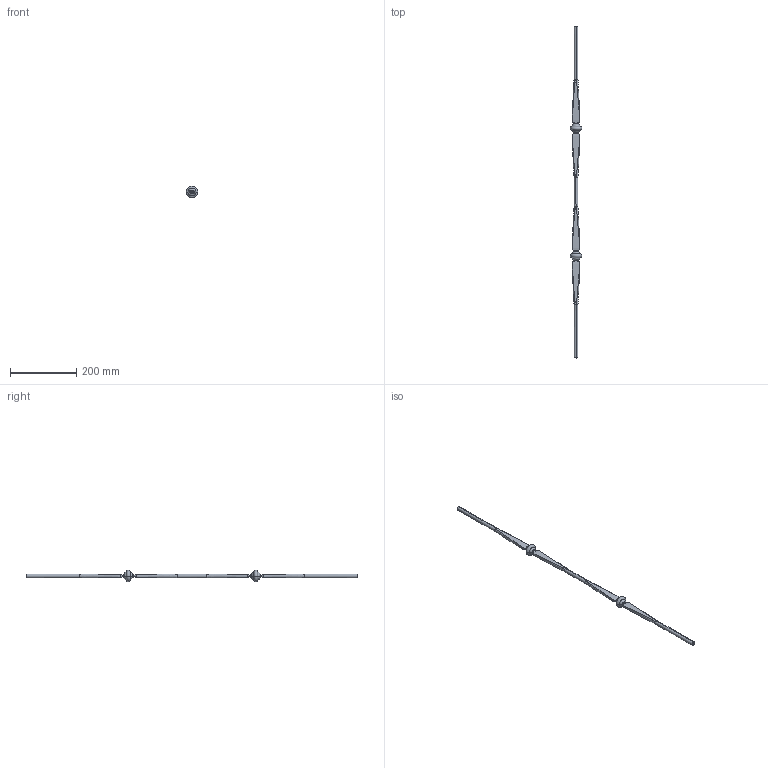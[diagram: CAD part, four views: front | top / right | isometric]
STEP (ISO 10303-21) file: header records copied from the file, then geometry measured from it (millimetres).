
FILE_DESCRIPTION (( 'STEP AP203' ), '1' );
FILE_NAME ('56109-240.step', '2015-09-17T15:36:51', ( '' ), ( '' ), 'SwSTEP 2.0', 'SolidWorks 2015', '' );
FILE_SCHEMA (( 'CONFIG_CONTROL_DESIGN' ));
Length unit declared in the file: millimetre
Products named in the file (1): 56109-240
Bounding box: 35 x 1000 x 35 mm (x, y, z)
Volume: 147513.5 mm3; surface area: 48631.9 mm2
Topology: 1 solids, 1 shells, 332 faces, 869 edges, 564 vertices
Faces by surface type: bspline 142, plane 130, torus 46, cylinder 14
Entity records: 17814 total; most frequent: CARTESIAN_POINT 10620, ORIENTED_EDGE 1738, DIRECTION 1035, EDGE_CURVE 869, VERTEX_POINT 564, VECTOR 397, LINE 397, EDGE_LOOP 357
